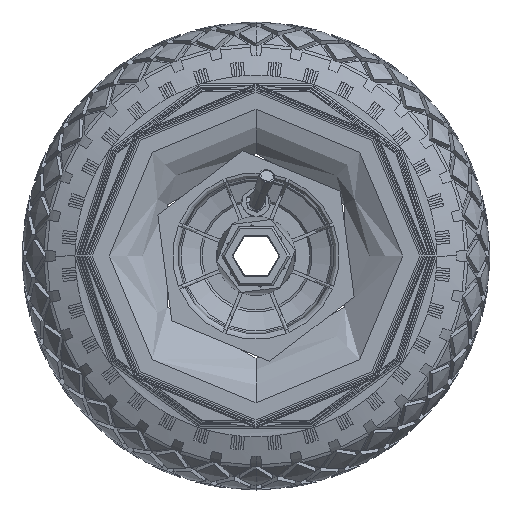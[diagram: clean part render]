
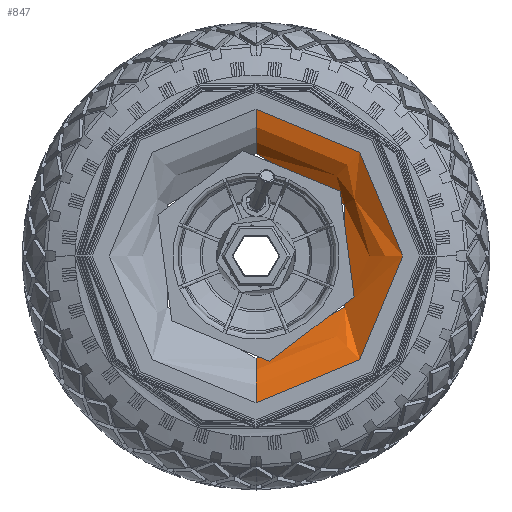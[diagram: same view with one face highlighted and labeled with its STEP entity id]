
A CAD part, front view. The second image highlights one B-rep face of the part: STEP entity #847.
In plain terms, the highlighted toroidal (fillet/blend) face has major radius 83.007 mm and minor radius 30.239 mm.
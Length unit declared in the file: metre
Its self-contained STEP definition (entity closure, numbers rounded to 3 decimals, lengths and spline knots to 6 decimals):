
#847=ADVANCED_FACE('28:1236',(#3744),#3745,.T.);
#3744=FACE_OUTER_BOUND('',#9090,.T.);
#3745=TOROIDAL_SURFACE('',#9091,0.083007,0.030239);
#9090=EDGE_LOOP('',(#213565,#213566,#213567,#213568));
#9091=AXIS2_PLACEMENT_3D('',#213569,#213570,#213571);
#213565=ORIENTED_EDGE('',*,*,#257553,.F.);
#213566=ORIENTED_EDGE('',*,*,#257554,.T.);
#213567=ORIENTED_EDGE('',*,*,#257555,.F.);
#213568=ORIENTED_EDGE('',*,*,#257535,.F.);
#213569=CARTESIAN_POINT('',(0.,-0.012299,0.0));
#213570=DIRECTION('',(0.,-1.0,0.));
#213571=DIRECTION('',(0.0,0.,-1.0));
#257535=EDGE_CURVE('28:1248',#266938,#266934,#266940,.T.);
#257553=EDGE_CURVE('',#266966,#266938,#266967,.T.);
#257554=EDGE_CURVE('17:23021',#266966,#266968,#266969,.T.);
#257555=EDGE_CURVE('',#266934,#266968,#266970,.T.);
#266934=VERTEX_POINT('',#289645);
#266938=VERTEX_POINT('',#289650);
#266940=CIRCLE('',#289653,0.056788);
#266966=VERTEX_POINT('',#289685);
#266967=CIRCLE('',#289686,0.030239);
#266968=VERTEX_POINT('',#289687);
#266969=CIRCLE('',#289688,0.0815);
#266970=CIRCLE('',#289689,0.030239);
#289645=CARTESIAN_POINT('',(0.,-0.027365,0.056788));
#289650=CARTESIAN_POINT('',(0.,-0.027365,-0.056788));
#289653=AXIS2_PLACEMENT_3D('',#324006,#324007,#324008);
#289685=CARTESIAN_POINT('',(0.,-0.0425,-0.0815));
#289686=AXIS2_PLACEMENT_3D('',#324048,#324049,#324050);
#289687=CARTESIAN_POINT('',(0.,-0.0425,0.0815));
#289688=AXIS2_PLACEMENT_3D('',#324051,#324052,#324053);
#289689=AXIS2_PLACEMENT_3D('',#324054,#324055,#324056);
#324006=CARTESIAN_POINT('',(0.,-0.027365,0.));
#324007=DIRECTION('',(0.,-1.0,0.));
#324008=DIRECTION('',(0.,0.0,1.0));
#324048=CARTESIAN_POINT('',(0.,-0.012299,-0.083007));
#324049=DIRECTION('',(-1.0,0.,0.));
#324050=DIRECTION('',(0.,0.,-1.0));
#324051=CARTESIAN_POINT('',(0.,-0.0425,0.0));
#324052=DIRECTION('',(0.,-1.0,-0.0));
#324053=DIRECTION('',(-1.0,0.,0.0));
#324054=CARTESIAN_POINT('',(0.,-0.012299,0.083007));
#324055=DIRECTION('',(-1.0,0.,0.));
#324056=DIRECTION('',(0.,0.,1.0));
